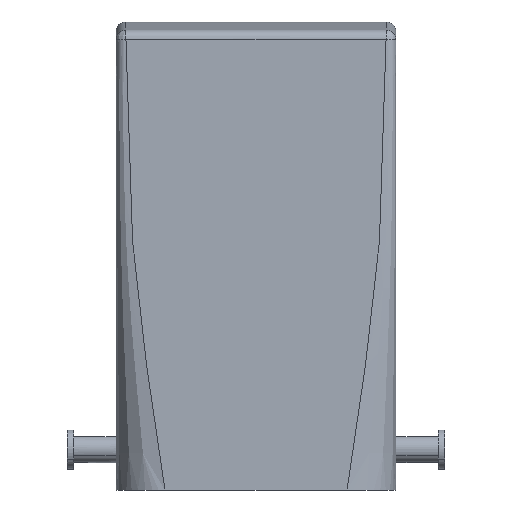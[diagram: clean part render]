
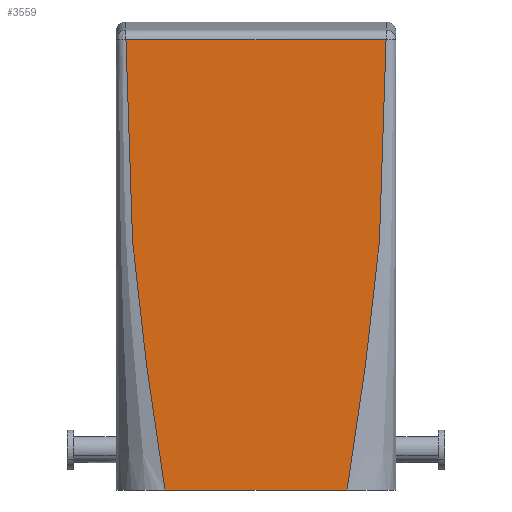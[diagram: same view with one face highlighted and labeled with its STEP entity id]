
A CAD part, front view. The second image highlights one B-rep face of the part: STEP entity #3559.
In plain terms, the highlighted planar face has unit normal (0, -1, 0.013).
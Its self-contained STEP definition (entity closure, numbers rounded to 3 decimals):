
#3546=AXIS2_PLACEMENT_3D('Plane Axis2P3D',#3543,#3544,#3545) ;
#2073=CARTESIAN_POINT('Vertex',(15.,0.,0.)) ;
#2126=CARTESIAN_POINT('Vertex',(43.,0.,0.)) ;
#2129=CARTESIAN_POINT('Line Origine',(29.,0.,0.)) ;
#2880=CARTESIAN_POINT('Vertex',(9.015,0.906,69.195)) ;
#2884=CARTESIAN_POINT('Control Point',(9.015,0.906,69.195)) ;
#2885=CARTESIAN_POINT('Control Point',(9.042,0.876,66.945)) ;
#2886=CARTESIAN_POINT('Control Point',(9.074,0.847,64.696)) ;
#2887=CARTESIAN_POINT('Control Point',(9.115,0.817,62.447)) ;
#2888=CARTESIAN_POINT('Control Point',(9.207,0.758,57.942)) ;
#2889=CARTESIAN_POINT('Control Point',(9.324,0.7,53.437)) ;
#2890=CARTESIAN_POINT('Control Point',(9.391,0.669,51.076)) ;
#2891=CARTESIAN_POINT('Control Point',(9.567,0.598,45.708)) ;
#2892=CARTESIAN_POINT('Control Point',(9.852,0.528,40.342)) ;
#2893=CARTESIAN_POINT('Control Point',(10.074,0.487,37.233)) ;
#2894=CARTESIAN_POINT('Control Point',(10.633,0.406,31.019)) ;
#2895=CARTESIAN_POINT('Control Point',(11.388,0.325,24.818)) ;
#2896=CARTESIAN_POINT('Control Point',(11.806,0.284,21.721)) ;
#2897=CARTESIAN_POINT('Control Point',(12.533,0.218,16.653)) ;
#2898=CARTESIAN_POINT('Control Point',(13.291,0.152,11.588)) ;
#2899=CARTESIAN_POINT('Control Point',(13.588,0.126,9.613)) ;
#2900=CARTESIAN_POINT('Control Point',(14.053,0.085,6.496)) ;
#2901=CARTESIAN_POINT('Control Point',(14.512,0.044,3.379)) ;
#2902=CARTESIAN_POINT('Control Point',(14.676,0.029,2.251)) ;
#2903=CARTESIAN_POINT('Control Point',(14.838,0.015,1.127)) ;
#2904=CARTESIAN_POINT('Control Point',(15.,0.,0.)) ;
#3285=CARTESIAN_POINT('Control Point',(48.985,0.906,69.195)) ;
#3286=CARTESIAN_POINT('Control Point',(48.958,0.876,66.945)) ;
#3287=CARTESIAN_POINT('Control Point',(48.926,0.847,64.696)) ;
#3288=CARTESIAN_POINT('Control Point',(48.885,0.817,62.447)) ;
#3289=CARTESIAN_POINT('Control Point',(48.793,0.758,57.942)) ;
#3290=CARTESIAN_POINT('Control Point',(48.676,0.7,53.437)) ;
#3291=CARTESIAN_POINT('Control Point',(48.609,0.669,51.076)) ;
#3292=CARTESIAN_POINT('Control Point',(48.433,0.598,45.708)) ;
#3293=CARTESIAN_POINT('Control Point',(48.148,0.528,40.342)) ;
#3294=CARTESIAN_POINT('Control Point',(47.926,0.487,37.233)) ;
#3295=CARTESIAN_POINT('Control Point',(47.367,0.406,31.019)) ;
#3296=CARTESIAN_POINT('Control Point',(46.612,0.325,24.818)) ;
#3297=CARTESIAN_POINT('Control Point',(46.194,0.284,21.721)) ;
#3298=CARTESIAN_POINT('Control Point',(45.467,0.218,16.653)) ;
#3299=CARTESIAN_POINT('Control Point',(44.709,0.152,11.588)) ;
#3300=CARTESIAN_POINT('Control Point',(44.412,0.126,9.613)) ;
#3301=CARTESIAN_POINT('Control Point',(43.947,0.085,6.496)) ;
#3302=CARTESIAN_POINT('Control Point',(43.488,0.044,3.379)) ;
#3303=CARTESIAN_POINT('Control Point',(43.324,0.029,2.251)) ;
#3304=CARTESIAN_POINT('Control Point',(43.162,0.015,1.127)) ;
#3305=CARTESIAN_POINT('Control Point',(43.,0.,0.)) ;
#3306=CARTESIAN_POINT('Vertex',(48.985,0.906,69.195)) ;
#3543=CARTESIAN_POINT('Axis2P3D Location',(29.,1.046,79.915)) ;
#3548=CARTESIAN_POINT('Line Origine',(29.,0.906,69.195)) ;
#2130=DIRECTION('Vector Direction',(-1.,0.,0.)) ;
#3544=DIRECTION('Axis2P3D Direction',(0.,-1.,0.013)) ;
#3545=DIRECTION('Axis2P3D XDirection',(-1.,0.,0.)) ;
#3549=DIRECTION('Vector Direction',(1.,0.,0.)) ;
#2131=VECTOR('Line Direction',#2130,1.) ;
#3550=VECTOR('Line Direction',#3549,1.) ;
#3554=ORIENTED_EDGE('',*,*,#2905,.F.) ;
#3555=ORIENTED_EDGE('',*,*,#2133,.T.) ;
#3556=ORIENTED_EDGE('',*,*,#3308,.T.) ;
#3557=ORIENTED_EDGE('',*,*,#3552,.F.) ;
#3559=ADVANCED_FACE('HOUSING',(#3558),#3547,.T.) ;
#2883=B_SPLINE_CURVE_WITH_KNOTS('',5,(#2884,#2885,#2886,#2887,#2888,#2889,#2890,#2891,#2892,#2893,#2894,#2895,#2896,#2897,#2898,#2899,#2900,#2901,#2902,#2903,#2904),.UNSPECIFIED.,.F.,.U.,(6,3,3,3,3,3,6),(31.573,42.827,54.115,69.691,85.268,95.221,100.975),.UNSPECIFIED.) ;
#3284=B_SPLINE_CURVE_WITH_KNOTS('',5,(#3285,#3286,#3287,#3288,#3289,#3290,#3291,#3292,#3293,#3294,#3295,#3296,#3297,#3298,#3299,#3300,#3301,#3302,#3303,#3304,#3305),.UNSPECIFIED.,.F.,.U.,(6,3,3,3,3,3,6),(31.573,42.827,54.115,69.691,85.268,95.221,100.975),.UNSPECIFIED.) ;
#2133=EDGE_CURVE('',#2074,#2127,#2132,.F.) ;
#2905=EDGE_CURVE('',#2074,#2881,#2883,.F.) ;
#3308=EDGE_CURVE('',#2127,#3307,#3284,.F.) ;
#3552=EDGE_CURVE('',#2881,#3307,#3551,.T.) ;
#3553=EDGE_LOOP('',(#3554,#3555,#3556,#3557)) ;
#3558=FACE_OUTER_BOUND('',#3553,.T.) ;
#2132=LINE('Line',#2129,#2131) ;
#3551=LINE('Line',#3548,#3550) ;
#3547=PLANE('',#3546) ;
#2074=VERTEX_POINT('',#2073) ;
#2127=VERTEX_POINT('',#2126) ;
#2881=VERTEX_POINT('',#2880) ;
#3307=VERTEX_POINT('',#3306) ;
